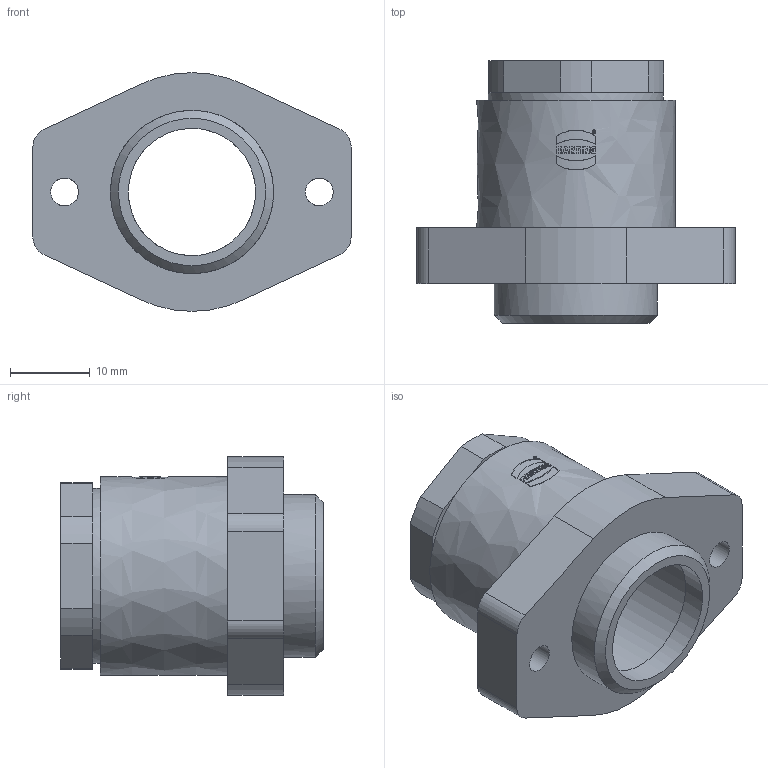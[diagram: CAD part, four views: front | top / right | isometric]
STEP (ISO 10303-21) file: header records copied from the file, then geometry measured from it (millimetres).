
FILE_DESCRIPTION(( 'HARTING HARTING HARTING HARTING HARTING HARTING HARTING HARTING HARTING', 'This Document is valid for Parts No. 09 15 000 0301'),'2;1');
FILE_NAME('MD_09150000301_R25592.stp', '2007-04-27T08:39:51',('ITIS-3'),('HARTING KGaA, D-32339 Espelkamp'), 'I-DEAS Master Series 10','HP-UNIX','Yes');
FILE_SCHEMA(('AUTOMOTIVE_DESIGN { 1 0 10303 214 1 1 1 1 }'));
Length unit declared in the file: millimetre
Products named in the file (1): R15-ag
Bounding box: 40 x 33 x 30 mm (x, y, z)
Volume: 8478.4 mm3; surface area: 6394.2 mm2
Topology: 1 solids, 1 shells, 153 faces, 382 edges, 252 vertices
Faces by surface type: bspline 153
Entity records: 5031 total; most frequent: CARTESIAN_POINT 2467, ORIENTED_EDGE 764, EDGE_CURVE 382, OVER_RIDING_STYLED_ITEM 254, VERTEX_POINT 252, EDGE_LOOP 180, FACE_OUTER_BOUND 153, ADVANCED_FACE 153
